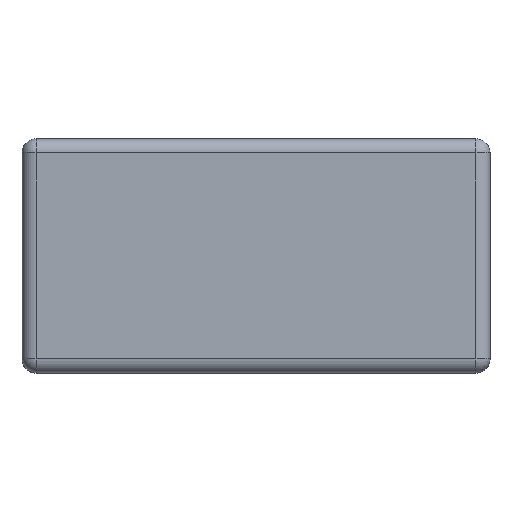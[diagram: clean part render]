
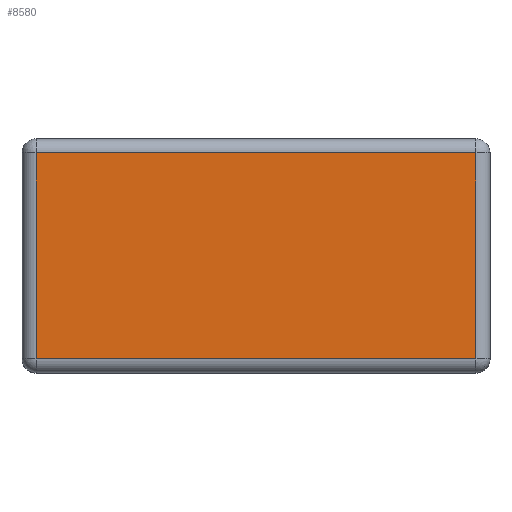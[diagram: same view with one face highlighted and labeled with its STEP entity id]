
A CAD part, top view. The second image highlights one B-rep face of the part: STEP entity #8580.
In plain terms, the highlighted face is planar.
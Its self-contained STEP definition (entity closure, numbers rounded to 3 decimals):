
#8320=CARTESIAN_POINT('',(-47.0,-22.,-28.));
#8321=VERTEX_POINT('',#8320);
#8329=CARTESIAN_POINT('',(47.,-22.,-28.));
#8330=VERTEX_POINT('',#8329);
#8331=CARTESIAN_POINT('',(-47.0,-22.,-28.));
#8332=DIRECTION('',(1.0,0.0,0.0));
#8333=VECTOR('',#8332,94.0);
#8334=LINE('',#8331,#8333);
#8335=EDGE_CURVE('',#8321,#8330,#8334,.T.);
#8367=CARTESIAN_POINT('',(47.0,22.,-28.));
#8368=VERTEX_POINT('',#8367);
#8369=CARTESIAN_POINT('',(47.0,-22.,-28.));
#8370=DIRECTION('',(0.0,1.0,0.0));
#8371=VECTOR('',#8370,44.);
#8372=LINE('',#8369,#8371);
#8373=EDGE_CURVE('',#8330,#8368,#8372,.T.);
#8417=CARTESIAN_POINT('',(-47.,22.,-28.));
#8418=VERTEX_POINT('',#8417);
#8419=CARTESIAN_POINT('',(47.0,22.,-28.));
#8420=DIRECTION('',(-1.0,0.0,0.0));
#8421=VECTOR('',#8420,94.0);
#8422=LINE('',#8419,#8421);
#8423=EDGE_CURVE('',#8368,#8418,#8422,.T.);
#8472=CARTESIAN_POINT('',(-47.0,22.,-28.));
#8473=DIRECTION('',(0.0,-1.0,0.0));
#8474=VECTOR('',#8473,44.);
#8475=LINE('',#8472,#8474);
#8476=EDGE_CURVE('',#8418,#8321,#8475,.T.);
#8569=CARTESIAN_POINT('',(0.,0.,-28.));
#8570=DIRECTION('',(0.0,0.0,1.0));
#8571=DIRECTION('',(1.0,0.0,0.0));
#8572=AXIS2_PLACEMENT_3D('',#8569,#8570,#8571);
#8573=PLANE('',#8572);
#8574=ORIENTED_EDGE('',*,*,#8335,.F.);
#8575=ORIENTED_EDGE('',*,*,#8476,.F.);
#8576=ORIENTED_EDGE('',*,*,#8423,.F.);
#8577=ORIENTED_EDGE('',*,*,#8373,.F.);
#8578=EDGE_LOOP('',(#8574,#8575,#8576,#8577));
#8579=FACE_OUTER_BOUND('',#8578,.T.);
#8580=ADVANCED_FACE('',(#8579),#8573,.F.);
